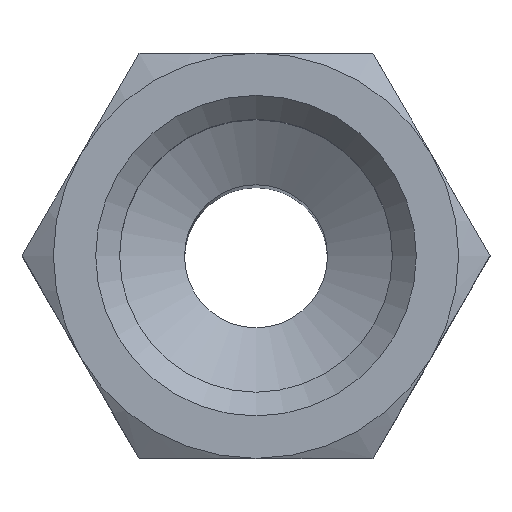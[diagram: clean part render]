
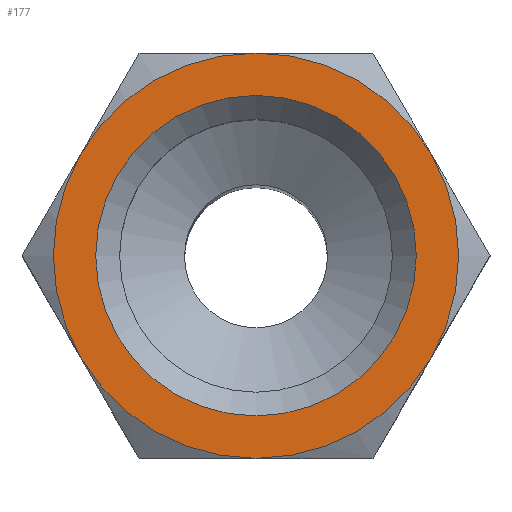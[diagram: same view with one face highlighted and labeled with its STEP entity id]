
A CAD part, top view. The second image highlights one B-rep face of the part: STEP entity #177.
In plain terms, the highlighted planar face has unit normal (0, 0, 1).
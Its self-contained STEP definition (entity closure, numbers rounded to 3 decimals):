
#60=CARTESIAN_POINT('',(6.723,0.,85.0));
#61=VERTEX_POINT('',#60);
#62=CARTESIAN_POINT('',(0.0,0.0,85.0));
#63=DIRECTION('',(0.0,0.0,1.0));
#64=DIRECTION('',(-1.0,0.0,0.0));
#65=AXIS2_PLACEMENT_3D('',#62,#63,#64);
#66=CIRCLE('',#65,6.723);
#67=EDGE_CURVE('',#61,#61,#66,.T.);
#113=CARTESIAN_POINT('',(0.,0.,85.0));
#114=DIRECTION('',(0.0,0.0,1.0));
#115=DIRECTION('',(1.0,0.0,0.0));
#116=AXIS2_PLACEMENT_3D('',#113,#114,#115);
#117=PLANE('',#116);
#118=CARTESIAN_POINT('',(-7.361,-4.25,85.0));
#119=VERTEX_POINT('',#118);
#120=CARTESIAN_POINT('',(0.,-8.5,85.0));
#121=VERTEX_POINT('',#120);
#122=CARTESIAN_POINT('',(0.0,0.0,85.0));
#123=DIRECTION('',(0.0,0.0,1.0));
#124=DIRECTION('',(0.0,1.0,0.0));
#125=AXIS2_PLACEMENT_3D('',#122,#123,#124);
#126=CIRCLE('',#125,8.5);
#127=EDGE_CURVE('',#119,#121,#126,.T.);
#128=ORIENTED_EDGE('',*,*,#127,.T.);
#129=CARTESIAN_POINT('',(7.361,-4.25,85.0));
#130=VERTEX_POINT('',#129);
#131=CARTESIAN_POINT('',(0.0,0.0,85.0));
#132=DIRECTION('',(0.0,0.0,1.0));
#133=DIRECTION('',(0.0,1.0,0.0));
#134=AXIS2_PLACEMENT_3D('',#131,#132,#133);
#135=CIRCLE('',#134,8.5);
#136=EDGE_CURVE('',#121,#130,#135,.T.);
#137=ORIENTED_EDGE('',*,*,#136,.T.);
#138=CARTESIAN_POINT('',(7.361,4.25,85.0));
#139=VERTEX_POINT('',#138);
#140=CARTESIAN_POINT('',(0.0,0.0,85.0));
#141=DIRECTION('',(0.0,0.0,1.0));
#142=DIRECTION('',(0.0,1.0,0.0));
#143=AXIS2_PLACEMENT_3D('',#140,#141,#142);
#144=CIRCLE('',#143,8.5);
#145=EDGE_CURVE('',#130,#139,#144,.T.);
#146=ORIENTED_EDGE('',*,*,#145,.T.);
#147=CARTESIAN_POINT('',(0.0,8.5,85.0));
#148=VERTEX_POINT('',#147);
#149=CARTESIAN_POINT('',(0.0,0.0,85.0));
#150=DIRECTION('',(0.0,0.0,1.0));
#151=DIRECTION('',(0.0,1.0,0.0));
#152=AXIS2_PLACEMENT_3D('',#149,#150,#151);
#153=CIRCLE('',#152,8.5);
#154=EDGE_CURVE('',#139,#148,#153,.T.);
#155=ORIENTED_EDGE('',*,*,#154,.T.);
#156=CARTESIAN_POINT('',(-7.361,4.25,85.0));
#157=VERTEX_POINT('',#156);
#158=CARTESIAN_POINT('',(0.0,0.0,85.0));
#159=DIRECTION('',(0.0,0.0,1.0));
#160=DIRECTION('',(0.0,1.0,0.0));
#161=AXIS2_PLACEMENT_3D('',#158,#159,#160);
#162=CIRCLE('',#161,8.5);
#163=EDGE_CURVE('',#148,#157,#162,.T.);
#164=ORIENTED_EDGE('',*,*,#163,.T.);
#165=CARTESIAN_POINT('',(0.0,0.0,85.0));
#166=DIRECTION('',(0.0,0.0,1.0));
#167=DIRECTION('',(0.0,1.0,0.0));
#168=AXIS2_PLACEMENT_3D('',#165,#166,#167);
#169=CIRCLE('',#168,8.5);
#170=EDGE_CURVE('',#157,#119,#169,.T.);
#171=ORIENTED_EDGE('',*,*,#170,.T.);
#172=EDGE_LOOP('',(#128,#137,#146,#155,#164,#171));
#173=FACE_OUTER_BOUND('',#172,.T.);
#174=ORIENTED_EDGE('',*,*,#67,.F.);
#175=EDGE_LOOP('',(#174));
#176=FACE_BOUND('',#175,.T.);
#177=ADVANCED_FACE('',(#173,#176),#117,.T.);
